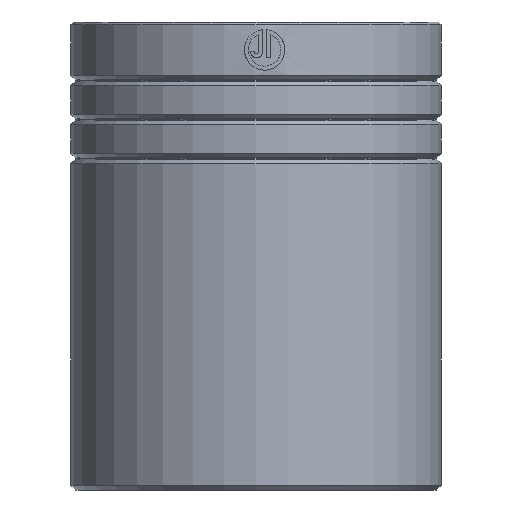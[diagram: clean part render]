
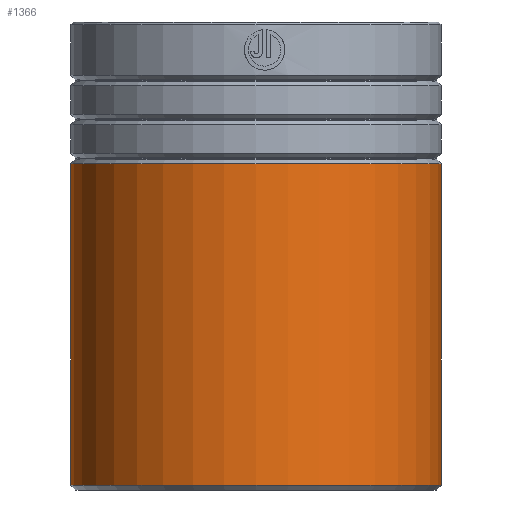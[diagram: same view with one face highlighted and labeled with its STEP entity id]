
A CAD part, front view. The second image highlights one B-rep face of the part: STEP entity #1366.
In plain terms, the highlighted cylindrical face has radius 47.5 mm (diameter 95 mm), a partial arc.
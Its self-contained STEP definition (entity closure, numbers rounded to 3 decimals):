
#10 = ORIENTED_EDGE ( 'NONE', *, *, #437, .T. ) ;
#92 = DIRECTION ( 'NONE',  ( 0., 0., 1. ) ) ;
#164 = VECTOR ( 'NONE', #939, 1000. ) ;
#166 = DIRECTION ( 'NONE',  ( 0., 0., -1. ) ) ;
#358 = FACE_OUTER_BOUND ( 'NONE', #515, .T. ) ;
#388 = CARTESIAN_POINT ( 'NONE',  ( 0., 0., 83.717 ) ) ;
#437 = EDGE_CURVE ( 'NONE', #2406, #485, #1718, .T. ) ;
#485 = VERTEX_POINT ( 'NONE', #884 ) ;
#515 = EDGE_LOOP ( 'NONE', ( #560, #1299, #1974, #10 ) ) ;
#560 = ORIENTED_EDGE ( 'NONE', *, *, #2072, .F. ) ;
#578 = LINE ( 'NONE', #1406, #2334 ) ;
#640 = CIRCLE ( 'NONE', #2328, 47.5 ) ;
#658 = VERTEX_POINT ( 'NONE', #2396 ) ;
#759 = DIRECTION ( 'NONE',  ( -1., 0., 0. ) ) ;
#785 = CARTESIAN_POINT ( 'NONE',  ( 0., 0., 120. ) ) ;
#884 = CARTESIAN_POINT ( 'NONE',  ( 47.5, 0., 1.2 ) ) ;
#939 = DIRECTION ( 'NONE',  ( 0., 0., -1. ) ) ;
#992 = EDGE_CURVE ( 'NONE', #658, #2406, #578, .T. ) ;
#1219 = DIRECTION ( 'NONE',  ( 0., 0., -1. ) ) ;
#1248 = AXIS2_PLACEMENT_3D ( 'NONE', #785, #1597, #2151 ) ;
#1280 = DIRECTION ( 'NONE',  ( 1., 0., 0. ) ) ;
#1286 = LINE ( 'NONE', #1775, #164 ) ;
#1299 = ORIENTED_EDGE ( 'NONE', *, *, #2518, .T. ) ;
#1366 = ADVANCED_FACE ( 'NONE', ( #358 ), #1836, .T. ) ;
#1406 = CARTESIAN_POINT ( 'NONE',  ( -47.5, 0., 120. ) ) ;
#1597 = DIRECTION ( 'NONE',  ( 0., 0., -1. ) ) ;
#1711 = VERTEX_POINT ( 'NONE', #2135 ) ;
#1718 = CIRCLE ( 'NONE', #2444, 47.5 ) ;
#1775 = CARTESIAN_POINT ( 'NONE',  ( 47.5, 0., 120. ) ) ;
#1836 = CYLINDRICAL_SURFACE ( 'NONE', #1248, 47.5 ) ;
#1974 = ORIENTED_EDGE ( 'NONE', *, *, #992, .T. ) ;
#2072 = EDGE_CURVE ( 'NONE', #1711, #485, #1286, .T. ) ;
#2123 = CARTESIAN_POINT ( 'NONE',  ( 0., 0., 1.2 ) ) ;
#2135 = CARTESIAN_POINT ( 'NONE',  ( 47.5, 0., 83.717 ) ) ;
#2151 = DIRECTION ( 'NONE',  ( -1., 0., 0. ) ) ;
#2328 = AXIS2_PLACEMENT_3D ( 'NONE', #388, #1219, #759 ) ;
#2334 = VECTOR ( 'NONE', #166, 1000. ) ;
#2396 = CARTESIAN_POINT ( 'NONE',  ( -47.5, 0., 83.717 ) ) ;
#2406 = VERTEX_POINT ( 'NONE', #2656 ) ;
#2444 = AXIS2_PLACEMENT_3D ( 'NONE', #2123, #92, #1280 ) ;
#2518 = EDGE_CURVE ( 'NONE', #1711, #658, #640, .T. ) ;
#2656 = CARTESIAN_POINT ( 'NONE',  ( -47.5, 0., 1.2 ) ) ;
